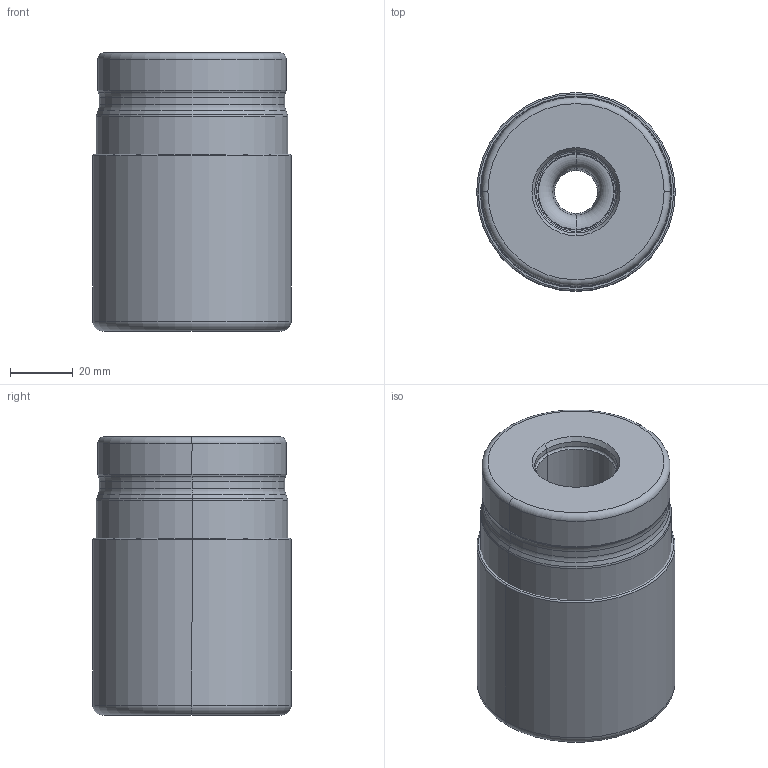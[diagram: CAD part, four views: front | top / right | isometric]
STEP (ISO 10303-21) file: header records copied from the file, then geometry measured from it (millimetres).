
FILE_DESCRIPTION(/* description */ (''),/* implementation_level */ '2;1');
FILE_NAME(/* name */ 'APX4KUR2516CA22A_IR0_125.stp',/* time_stamp */ '2023-03-06T11:36:07+09:00',/* author */ (''),/* organization */ (''),/* preprocessor_version */ 'ST-DEVELOPER v16',/* originating_system */ 'SIEMENS PLM Software NX 10.0',/* authorisation */ '');
FILE_SCHEMA (('AUTOMOTIVE_DESIGN { 1 0 10303 214 3 1 1 1 }'));
Length unit declared in the file: millimetre
Products named in the file (1): APX4KUR2516CA22A_IR0_125_ASM_1_ASM
Bounding box: 63.5 x 63.5 x 88.9 mm (x, y, z)
Volume: 313188.6 mm3; surface area: 48774.7 mm2
Topology: 2 solids, 2 shells, 83 faces, 194 edges, 129 vertices
Faces by surface type: torus 34, cylinder 22, cone 16, plane 7, revolution 2, bspline 2
Entity records: 2730 total; most frequent: CARTESIAN_POINT 604, DIRECTION 516, ORIENTED_EDGE 368, AXIS2_PLACEMENT_3D 236, EDGE_CURVE 184, CIRCLE 149, VERTEX_POINT 108, EDGE_LOOP 90
